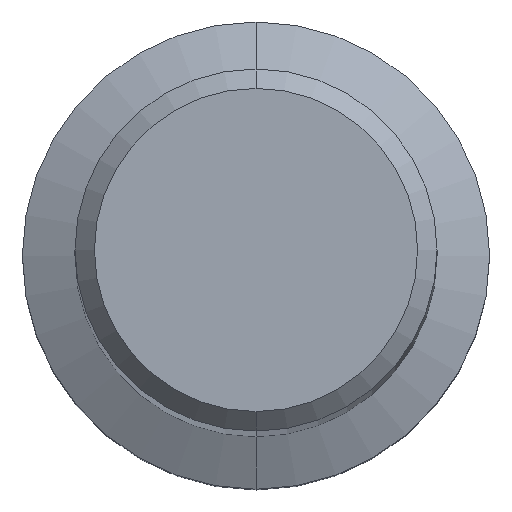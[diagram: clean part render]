
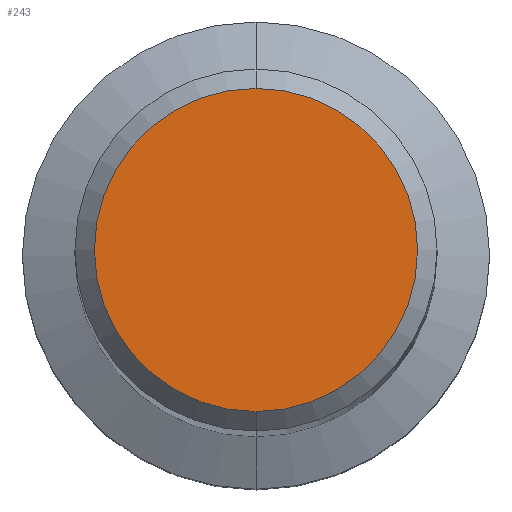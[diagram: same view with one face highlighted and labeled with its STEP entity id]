
A CAD part, top view. The second image highlights one B-rep face of the part: STEP entity #243.
In plain terms, the highlighted planar face has unit normal (0, 0, 1).
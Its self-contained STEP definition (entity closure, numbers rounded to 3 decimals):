
#221=EDGE_CURVE('',#467,#387,#577,.T.);
#243=ADVANCED_FACE('',(#599),#600,.T.);
#299=EDGE_CURVE('',#387,#467,#664,.T.);
#387=VERTEX_POINT('',#761);
#467=VERTEX_POINT('',#849);
#577=CIRCLE('',#981,4.15);
#599=FACE_OUTER_BOUND('',#1040,.T.);
#600=PLANE('',#1041);
#664=CIRCLE('',#1127,4.15);
#761=CARTESIAN_POINT('',(0.,-4.15,0.0));
#849=CARTESIAN_POINT('',(0.0,4.15,0.0));
#981=AXIS2_PLACEMENT_3D('',#1678,#1679,#1680);
#1040=EDGE_LOOP('',(#1691,#1692));
#1041=AXIS2_PLACEMENT_3D('',#1693,#1694,#1695);
#1127=AXIS2_PLACEMENT_3D('',#1767,#1768,#1769);
#1678=CARTESIAN_POINT('',(0.0,0.0,0.0));
#1679=DIRECTION('',(0.0,0.0,-1.0));
#1680=DIRECTION('',(0.0,1.0,0.0));
#1691=ORIENTED_EDGE('',*,*,#221,.F.);
#1692=ORIENTED_EDGE('',*,*,#299,.F.);
#1693=CARTESIAN_POINT('',(0.0,2.075,0.0));
#1694=DIRECTION('',(-0.0,0.0,1.0));
#1695=DIRECTION('',(0.0,-1.0,0.0));
#1767=CARTESIAN_POINT('',(0.0,0.0,0.0));
#1768=DIRECTION('',(0.0,0.0,-1.0));
#1769=DIRECTION('',(0.0,1.0,0.0));
